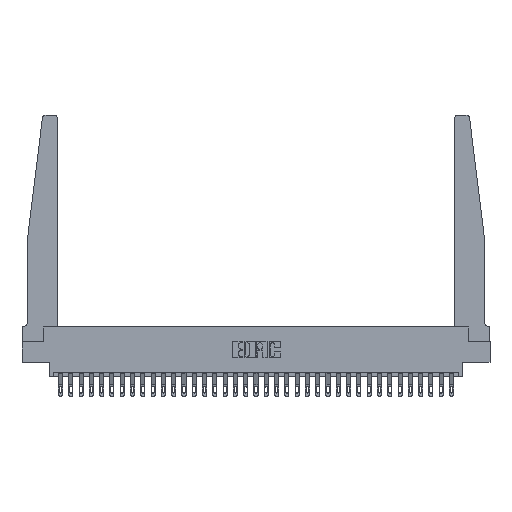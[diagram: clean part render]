
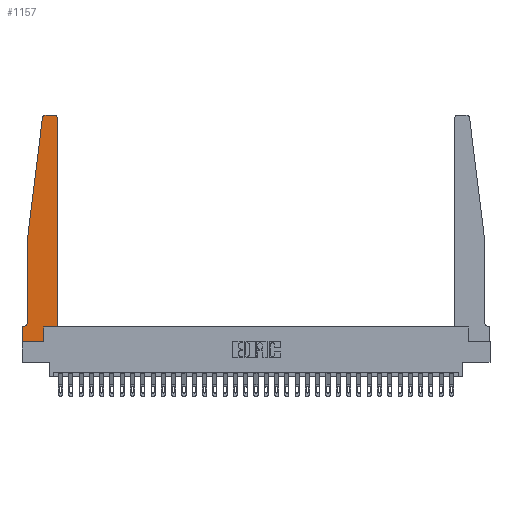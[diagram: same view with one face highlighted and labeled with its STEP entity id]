
A CAD part, top view. The second image highlights one B-rep face of the part: STEP entity #1157.
In plain terms, the highlighted planar face has unit normal (0, 0, 1).
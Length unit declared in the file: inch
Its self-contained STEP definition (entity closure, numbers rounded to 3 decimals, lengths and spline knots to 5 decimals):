
#10 = ORIENTED_EDGE ( 'NONE', *, *, #8286, .T. ) ;
#553 = CARTESIAN_POINT ( 'NONE',  ( 0.065, 0.2375, 0.37 ) ) ;
#1027 = CARTESIAN_POINT ( 'NONE',  ( 0.25, 2.75, 0.37 ) ) ;
#1157 = ADVANCED_FACE ( 'NONE', ( #3360 ), #21889, .T. ) ;
#1573 = VERTEX_POINT ( 'NONE', #19327 ) ;
#1688 = DIRECTION ( 'NONE',  ( 1., 0., 0. ) ) ;
#2088 = DIRECTION ( 'NONE',  ( -1., 0., 0. ) ) ;
#2197 = DIRECTION ( 'NONE',  ( 0., 1., 0. ) ) ;
#2801 = DIRECTION ( 'NONE',  ( 0., -1., 0. ) ) ;
#2817 = EDGE_CURVE ( 'NONE', #10344, #25356, #28821, .T. ) ;
#3057 = EDGE_CURVE ( 'NONE', #18494, #21590, #29174, .T. ) ;
#3360 = FACE_OUTER_BOUND ( 'NONE', #5053, .T. ) ;
#3645 = ORIENTED_EDGE ( 'NONE', *, *, #17095, .T. ) ;
#4216 = EDGE_CURVE ( 'NONE', #21590, #29931, #18192, .T. ) ;
#4597 = DIRECTION ( 'NONE',  ( 0., -1., 0. ) ) ;
#4914 = VERTEX_POINT ( 'NONE', #5078 ) ;
#5053 = EDGE_LOOP ( 'NONE', ( #30153, #3645, #30286, #13820, #10, #18538, #13242, #15448, #26638, #30663, #28795, #23050 ) ) ;
#5078 = CARTESIAN_POINT ( 'NONE',  ( 0., 0., 0.37 ) ) ;
#5891 = LINE ( 'NONE', #7550, #23582 ) ;
#6180 = VECTOR ( 'NONE', #27518, 39.37008 ) ;
#7355 = AXIS2_PLACEMENT_3D ( 'NONE', #23939, #9552, #26358 ) ;
#7395 = CARTESIAN_POINT ( 'NONE',  ( 0., 0.1875, 0.37 ) ) ;
#7550 = CARTESIAN_POINT ( 'NONE',  ( 0., 0., 0.37 ) ) ;
#7918 = VERTEX_POINT ( 'NONE', #22390 ) ;
#8248 = DIRECTION ( 'NONE',  ( 0., 0., 1. ) ) ;
#8286 = EDGE_CURVE ( 'NONE', #26334, #7918, #19628, .T. ) ;
#9352 = CARTESIAN_POINT ( 'NONE',  ( 0.065, 0.1875, 0.37 ) ) ;
#9469 = AXIS2_PLACEMENT_3D ( 'NONE', #22659, #8248, #25062 ) ;
#9552 = DIRECTION ( 'NONE',  ( 0., 0., -1. ) ) ;
#9931 = DIRECTION ( 'NONE',  ( 1., 0., 0. ) ) ;
#10344 = VERTEX_POINT ( 'NONE', #22631 ) ;
#10741 = EDGE_CURVE ( 'NONE', #14657, #18494, #24399, .T. ) ;
#11617 = CARTESIAN_POINT ( 'NONE',  ( 0.27653, 2.72, 0.37 ) ) ;
#12467 = EDGE_CURVE ( 'NONE', #12772, #14657, #16770, .T. ) ;
#12772 = VERTEX_POINT ( 'NONE', #15443 ) ;
#13242 = ORIENTED_EDGE ( 'NONE', *, *, #29634, .T. ) ;
#13269 = LINE ( 'NONE', #9352, #26785 ) ;
#13388 = LINE ( 'NONE', #24108, #25418 ) ;
#13683 = CIRCLE ( 'NONE', #25995, 0.03 ) ;
#13820 = ORIENTED_EDGE ( 'NONE', *, *, #19949, .T. ) ;
#14021 = DIRECTION ( 'NONE',  ( 1., 0., 0. ) ) ;
#14192 = CARTESIAN_POINT ( 'NONE',  ( 0.425, 0.18, 0.37 ) ) ;
#14657 = VERTEX_POINT ( 'NONE', #28104 ) ;
#15443 = CARTESIAN_POINT ( 'NONE',  ( 0.2605, 0.18, 0.37 ) ) ;
#15448 = ORIENTED_EDGE ( 'NONE', *, *, #26002, .T. ) ;
#16041 = VECTOR ( 'NONE', #26541, 39.37008 ) ;
#16770 = LINE ( 'NONE', #30479, #28816 ) ;
#16951 = CARTESIAN_POINT ( 'NONE',  ( 0.2605, 0., 0.37 ) ) ;
#17095 = EDGE_CURVE ( 'NONE', #29931, #10344, #13683, .T. ) ;
#17833 = EDGE_CURVE ( 'NONE', #7918, #1573, #13269, .T. ) ;
#18192 = LINE ( 'NONE', #1027, #6180 ) ;
#18494 = VERTEX_POINT ( 'NONE', #24019 ) ;
#18538 = ORIENTED_EDGE ( 'NONE', *, *, #17833, .T. ) ;
#18720 = DIRECTION ( 'NONE',  ( 1., 0., 0. ) ) ;
#18915 = VECTOR ( 'NONE', #4597, 39.37008 ) ;
#19327 = CARTESIAN_POINT ( 'NONE',  ( 0., 0.1875, 0.37 ) ) ;
#19369 = CARTESIAN_POINT ( 'NONE',  ( 0.065, 1.25, 0.37 ) ) ;
#19628 = CIRCLE ( 'NONE', #7355, 0.05 ) ;
#19949 = EDGE_CURVE ( 'NONE', #25356, #26334, #24570, .T. ) ;
#20052 = CARTESIAN_POINT ( 'NONE',  ( 0.395, 2.75, 0.37 ) ) ;
#20977 = CARTESIAN_POINT ( 'NONE',  ( 0.27653, 2.75, 0.37 ) ) ;
#21048 = CARTESIAN_POINT ( 'NONE',  ( 0., 0., 0.37 ) ) ;
#21406 = CARTESIAN_POINT ( 'NONE',  ( 0.065, 1.25, 0.37 ) ) ;
#21590 = VERTEX_POINT ( 'NONE', #20052 ) ;
#21889 = PLANE ( 'NONE',  #24327 ) ;
#22390 = CARTESIAN_POINT ( 'NONE',  ( 0.015, 0.1875, 0.37 ) ) ;
#22631 = CARTESIAN_POINT ( 'NONE',  ( 0.24675, 2.72367, 0.37 ) ) ;
#22659 = CARTESIAN_POINT ( 'NONE',  ( 0.395, 2.72, 0.37 ) ) ;
#23050 = ORIENTED_EDGE ( 'NONE', *, *, #3057, .T. ) ;
#23582 = VECTOR ( 'NONE', #2801, 39.37008 ) ;
#23939 = CARTESIAN_POINT ( 'NONE',  ( 0.015, 0.2375, 0.37 ) ) ;
#24019 = CARTESIAN_POINT ( 'NONE',  ( 0.425, 2.72, 0.37 ) ) ;
#24108 = CARTESIAN_POINT ( 'NONE',  ( 0.2605, 0.18, 0.37 ) ) ;
#24155 = LINE ( 'NONE', #21048, #29786 ) ;
#24308 = DIRECTION ( 'NONE',  ( 0., 0., 1. ) ) ;
#24327 = AXIS2_PLACEMENT_3D ( 'NONE', #7395, #24308, #9931 ) ;
#24399 = LINE ( 'NONE', #14192, #30043 ) ;
#24570 = LINE ( 'NONE', #21406, #18915 ) ;
#25062 = DIRECTION ( 'NONE',  ( 1., 0., 0. ) ) ;
#25356 = VERTEX_POINT ( 'NONE', #28143 ) ;
#25418 = VECTOR ( 'NONE', #26530, 39.37008 ) ;
#25585 = EDGE_CURVE ( 'NONE', #25605, #12772, #13388, .T. ) ;
#25605 = VERTEX_POINT ( 'NONE', #16951 ) ;
#25995 = AXIS2_PLACEMENT_3D ( 'NONE', #11617, #28418, #14021 ) ;
#26002 = EDGE_CURVE ( 'NONE', #4914, #25605, #24155, .T. ) ;
#26334 = VERTEX_POINT ( 'NONE', #553 ) ;
#26358 = DIRECTION ( 'NONE',  ( -1., 0., 0. ) ) ;
#26530 = DIRECTION ( 'NONE',  ( 0., 1., 0. ) ) ;
#26541 = DIRECTION ( 'NONE',  ( -0.122, -0.992, 0. ) ) ;
#26638 = ORIENTED_EDGE ( 'NONE', *, *, #25585, .T. ) ;
#26785 = VECTOR ( 'NONE', #2088, 39.37008 ) ;
#27518 = DIRECTION ( 'NONE',  ( -1., 0., 0. ) ) ;
#28104 = CARTESIAN_POINT ( 'NONE',  ( 0.425, 0.18, 0.37 ) ) ;
#28143 = CARTESIAN_POINT ( 'NONE',  ( 0.065, 1.25, 0.37 ) ) ;
#28418 = DIRECTION ( 'NONE',  ( 0., 0., 1. ) ) ;
#28795 = ORIENTED_EDGE ( 'NONE', *, *, #10741, .T. ) ;
#28816 = VECTOR ( 'NONE', #1688, 39.37008 ) ;
#28821 = LINE ( 'NONE', #19369, #16041 ) ;
#29174 = CIRCLE ( 'NONE', #9469, 0.03 ) ;
#29634 = EDGE_CURVE ( 'NONE', #1573, #4914, #5891, .T. ) ;
#29786 = VECTOR ( 'NONE', #18720, 39.37008 ) ;
#29931 = VERTEX_POINT ( 'NONE', #20977 ) ;
#30043 = VECTOR ( 'NONE', #2197, 39.37008 ) ;
#30153 = ORIENTED_EDGE ( 'NONE', *, *, #4216, .T. ) ;
#30286 = ORIENTED_EDGE ( 'NONE', *, *, #2817, .T. ) ;
#30479 = CARTESIAN_POINT ( 'NONE',  ( 0.425, 0.18, 0.37 ) ) ;
#30663 = ORIENTED_EDGE ( 'NONE', *, *, #12467, .T. ) ;
